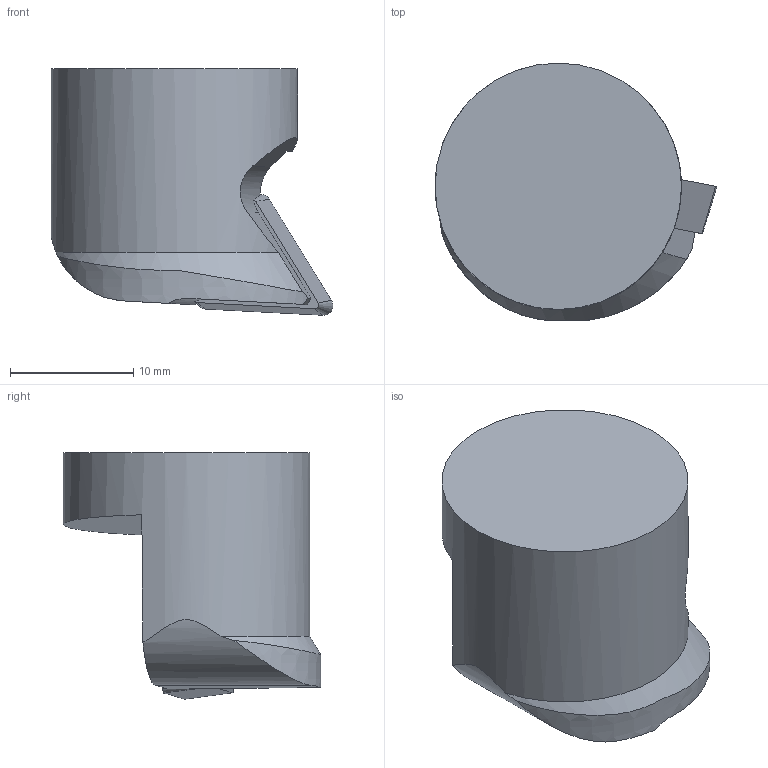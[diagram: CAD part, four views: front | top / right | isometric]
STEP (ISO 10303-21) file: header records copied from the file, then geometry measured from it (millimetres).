
FILE_DESCRIPTION(/* description */ (''),/* implementation_level */ '2;1');
FILE_NAME(/* name */ '1642399606845.stp',/* time_stamp */ '2022-01-17T11:37:08+05:00',/* author */ (''),/* organization */ ('SMS'),/* preprocessor_version */ 'ST-DEVELOPER v16.7',/* originating_system */ 'SIEMENS PLM Software NX 12.0',/* authorisation */ '');
FILE_SCHEMA (('AUTOMOTIVE_DESIGN { 1 0 10303 214 3 1 1 1 }'));
Length unit declared in the file: millimetre
Products named in the file (4): IsoTurningInsert; ASSEMBLY_CONSTRUCTION; 203917268mod000_00; 203917267mod000_00
Assembly tree (3 placements, depth 2):
  203917267mod000_00
    203917268mod000_00
    ASSEMBLY_CONSTRUCTION
    IsoTurningInsert
Bounding box: 22.87 x 20.9 x 20 mm (x, y, z)
Volume: 4348.9 mm3; surface area: 2180.5 mm2
Topology: 2 solids, 2 shells, 42 faces, 107 edges, 77 vertices
Faces by surface type: plane 19, cone 10, cylinder 7, torus 4, sphere 1, extrusion 1
Full cylindrical faces by diameter (mm): 4.4 x2, 5.25 x1, 20 x1
Entity records: 1514 total; most frequent: CARTESIAN_POINT 393, DIRECTION 219, ORIENTED_EDGE 178, AXIS2_PLACEMENT_3D 90, EDGE_CURVE 89, VERTEX_POINT 64, EDGE_LOOP 57, ADVANCED_FACE 42
